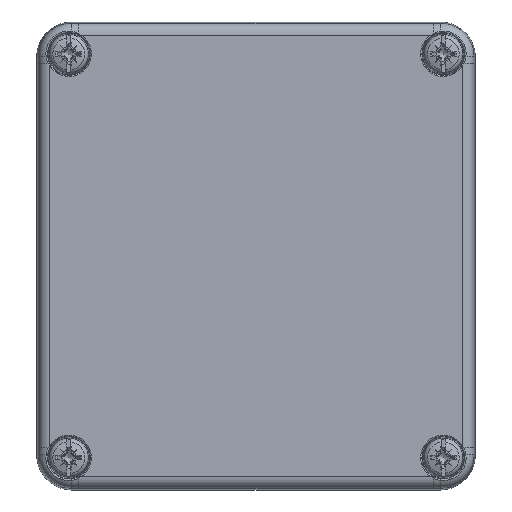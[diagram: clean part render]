
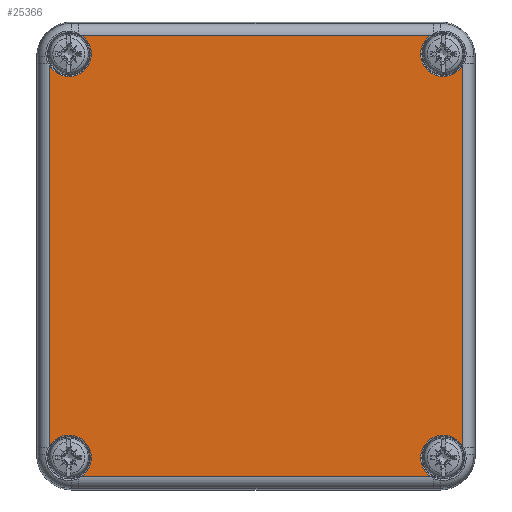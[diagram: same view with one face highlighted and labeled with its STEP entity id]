
A CAD part, top view. The second image highlights one B-rep face of the part: STEP entity #25366.
In plain terms, the highlighted face is planar.
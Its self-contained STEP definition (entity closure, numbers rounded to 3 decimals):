
#2613=PLANE('',#27265);
#3848=FACE_OUTER_BOUND('',#5479,.T.);
#5479=EDGE_LOOP('',(#21902,#21903,#21904,#21905,#21906,#21907,#21908,#21909));
#7237=LINE('',#61677,#8877);
#7238=LINE('',#61686,#8878);
#7239=LINE('',#61690,#8879);
#7240=LINE('',#61694,#8880);
#8877=VECTOR('',#31983,10.);
#8878=VECTOR('',#31988,10.);
#8879=VECTOR('',#31991,10.);
#8880=VECTOR('',#31994,10.);
#9791=CIRCLE('',#27259,3.847);
#9795=CIRCLE('',#27266,3.847);
#9796=CIRCLE('',#27267,3.847);
#9797=CIRCLE('',#27268,3.847);
#11953=VERTEX_POINT('',#61619);
#11954=VERTEX_POINT('',#61621);
#11955=VERTEX_POINT('',#61676);
#11957=VERTEX_POINT('',#61685);
#11958=VERTEX_POINT('',#61687);
#11959=VERTEX_POINT('',#61689);
#11960=VERTEX_POINT('',#61691);
#11961=VERTEX_POINT('',#61693);
#15346=EDGE_CURVE('',#11954,#11953,#9791,.T.);
#15351=EDGE_CURVE('',#11953,#11955,#7237,.T.);
#15354=EDGE_CURVE('',#11957,#11954,#7238,.T.);
#15355=EDGE_CURVE('',#11958,#11957,#9795,.T.);
#15356=EDGE_CURVE('',#11959,#11958,#7239,.T.);
#15357=EDGE_CURVE('',#11960,#11959,#9796,.T.);
#15358=EDGE_CURVE('',#11961,#11960,#7240,.T.);
#15359=EDGE_CURVE('',#11955,#11961,#9797,.T.);
#21902=ORIENTED_EDGE('',*,*,#15346,.F.);
#21903=ORIENTED_EDGE('',*,*,#15354,.F.);
#21904=ORIENTED_EDGE('',*,*,#15355,.F.);
#21905=ORIENTED_EDGE('',*,*,#15356,.F.);
#21906=ORIENTED_EDGE('',*,*,#15357,.F.);
#21907=ORIENTED_EDGE('',*,*,#15358,.F.);
#21908=ORIENTED_EDGE('',*,*,#15359,.F.);
#21909=ORIENTED_EDGE('',*,*,#15351,.F.);
#25366=ADVANCED_FACE('',(#3848),#2613,.F.);
#27259=AXIS2_PLACEMENT_3D('',#61623,#31973,#31974);
#27265=AXIS2_PLACEMENT_3D('',#61684,#31986,#31987);
#27266=AXIS2_PLACEMENT_3D('',#61688,#31989,#31990);
#27267=AXIS2_PLACEMENT_3D('',#61692,#31992,#31993);
#27268=AXIS2_PLACEMENT_3D('',#61695,#31995,#31996);
#31973=DIRECTION('center_axis',(0.,0.,-1.));
#31974=DIRECTION('ref_axis',(0.707,-0.707,0.));
#31983=DIRECTION('',(0.,-1.,0.));
#31986=DIRECTION('center_axis',(0.,0.,1.));
#31987=DIRECTION('ref_axis',(1.,0.,0.));
#31988=DIRECTION('',(-1.,0.,0.));
#31989=DIRECTION('center_axis',(0.,0.,-1.));
#31990=DIRECTION('ref_axis',(-0.707,-0.707,0.));
#31991=DIRECTION('',(0.,1.,0.));
#31992=DIRECTION('center_axis',(0.,0.,-1.));
#31993=DIRECTION('ref_axis',(-0.707,0.707,0.));
#31994=DIRECTION('',(1.,0.,0.));
#31995=DIRECTION('center_axis',(0.,0.,-1.));
#31996=DIRECTION('ref_axis',(0.707,0.707,0.));
#61619=CARTESIAN_POINT('',(-35.229,32.41,-17.5));
#61621=CARTESIAN_POINT('',(-29.91,37.729,-17.5));
#61623=CARTESIAN_POINT('Origin',(-32.,34.5,-17.5));
#61676=CARTESIAN_POINT('',(-35.229,-32.41,-17.5));
#61677=CARTESIAN_POINT('',(-35.229,17.,-17.5));
#61684=CARTESIAN_POINT('Origin',(0.,0.,
-17.5));
#61685=CARTESIAN_POINT('',(29.91,37.729,-17.5));
#61686=CARTESIAN_POINT('',(15.75,37.729,-17.5));
#61687=CARTESIAN_POINT('',(35.229,32.41,-17.5));
#61688=CARTESIAN_POINT('Origin',(32.,34.5,-17.5));
#61689=CARTESIAN_POINT('',(35.229,-32.41,-17.5));
#61690=CARTESIAN_POINT('',(35.229,-17.,-17.5));
#61691=CARTESIAN_POINT('',(29.91,-37.729,-17.5));
#61692=CARTESIAN_POINT('Origin',(32.,-34.5,-17.5));
#61693=CARTESIAN_POINT('',(-29.91,-37.729,-17.5));
#61694=CARTESIAN_POINT('',(-15.75,-37.729,-17.5));
#61695=CARTESIAN_POINT('Origin',(-32.,-34.5,-17.5));
